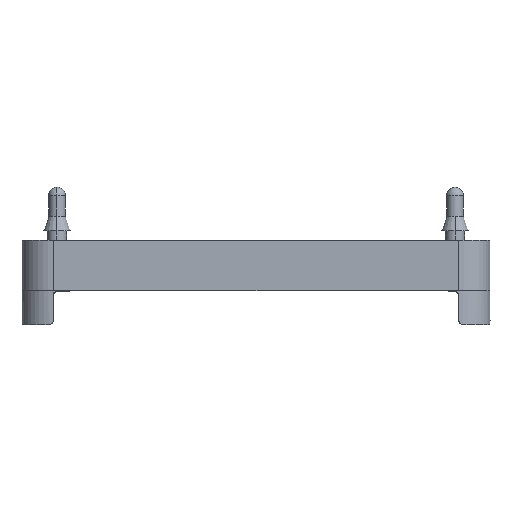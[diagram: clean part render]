
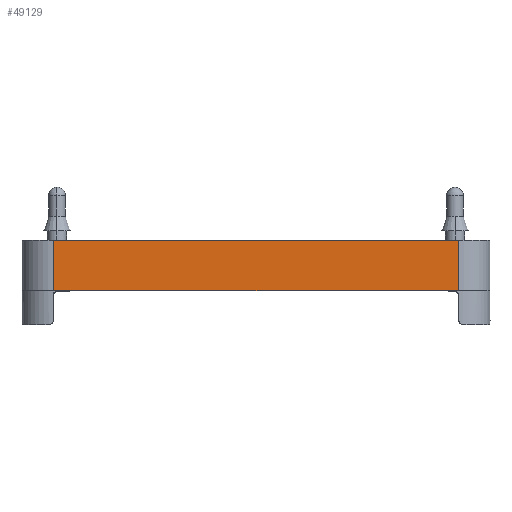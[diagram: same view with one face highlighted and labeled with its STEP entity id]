
A CAD part, left-side view. The second image highlights one B-rep face of the part: STEP entity #49129.
In plain terms, the highlighted planar face has unit normal (-1, 0, 0).
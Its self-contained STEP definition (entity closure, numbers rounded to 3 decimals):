
#943=CARTESIAN_POINT('',(-48.5,41.964,-2.0));
#944=VERTEX_POINT('',#943);
#4649=CARTESIAN_POINT('',(-48.5,-41.964,-2.0));
#4650=VERTEX_POINT('',#4649);
#4658=CARTESIAN_POINT('',(-48.5,-41.964,-2.0));
#4659=DIRECTION('',(0.0,1.0,0.0));
#4660=VECTOR('',#4659,83.928);
#4661=LINE('',#4658,#4660);
#4662=EDGE_CURVE('',#4650,#944,#4661,.T.);
#47463=CARTESIAN_POINT('',(-48.5,-42.,-2.0));
#47464=VERTEX_POINT('',#47463);
#47472=CARTESIAN_POINT('',(-48.5,-42.,-2.0));
#47473=DIRECTION('',(0.,1.0,0.0));
#47474=VECTOR('',#47473,0.036);
#47475=LINE('',#47472,#47474);
#47476=EDGE_CURVE('',#47464,#4650,#47475,.T.);
#47537=CARTESIAN_POINT('',(-48.5,42.,-2.0));
#47538=VERTEX_POINT('',#47537);
#47556=CARTESIAN_POINT('',(-48.5,41.964,-2.0));
#47557=DIRECTION('',(0.0,1.0,0.0));
#47558=VECTOR('',#47557,0.036);
#47559=LINE('',#47556,#47558);
#47560=EDGE_CURVE('',#944,#47538,#47559,.T.);
#49097=CARTESIAN_POINT('',(-48.5,-42.,-2.0));
#49098=DIRECTION('',(-1.0,0.0,0.0));
#49099=DIRECTION('',(0.0,0.0,1.0));
#49100=AXIS2_PLACEMENT_3D('',#49097,#49098,#49099);
#49101=PLANE('',#49100);
#49102=CARTESIAN_POINT('',(-48.5,-42.,8.5));
#49103=VERTEX_POINT('',#49102);
#49104=CARTESIAN_POINT('',(-48.5,-42.,-2.0));
#49105=DIRECTION('',(0.0,0.0,1.0));
#49106=VECTOR('',#49105,10.5);
#49107=LINE('',#49104,#49106);
#49108=EDGE_CURVE('',#47464,#49103,#49107,.T.);
#49109=ORIENTED_EDGE('',*,*,#49108,.T.);
#49110=CARTESIAN_POINT('',(-48.5,42.,8.5));
#49111=VERTEX_POINT('',#49110);
#49112=CARTESIAN_POINT('',(-48.5,-42.,8.5));
#49113=DIRECTION('',(0.0,1.0,0.0));
#49114=VECTOR('',#49113,84.0);
#49115=LINE('',#49112,#49114);
#49116=EDGE_CURVE('',#49103,#49111,#49115,.T.);
#49117=ORIENTED_EDGE('',*,*,#49116,.T.);
#49118=CARTESIAN_POINT('',(-48.5,42.,-2.0));
#49119=DIRECTION('',(0.0,0.0,1.0));
#49120=VECTOR('',#49119,10.5);
#49121=LINE('',#49118,#49120);
#49122=EDGE_CURVE('',#47538,#49111,#49121,.T.);
#49123=ORIENTED_EDGE('',*,*,#49122,.F.);
#49124=ORIENTED_EDGE('',*,*,#47560,.F.);
#49125=ORIENTED_EDGE('',*,*,#4662,.F.);
#49126=ORIENTED_EDGE('',*,*,#47476,.F.);
#49127=EDGE_LOOP('',(#49109,#49117,#49123,#49124,#49125,#49126));
#49128=FACE_OUTER_BOUND('',#49127,.T.);
#49129=ADVANCED_FACE('',(#49128),#49101,.T.);
